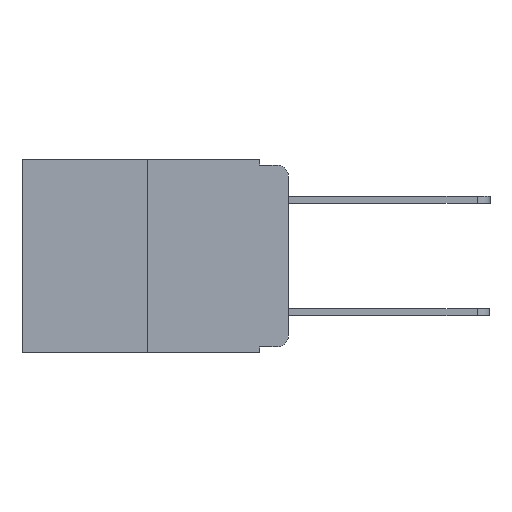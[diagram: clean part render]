
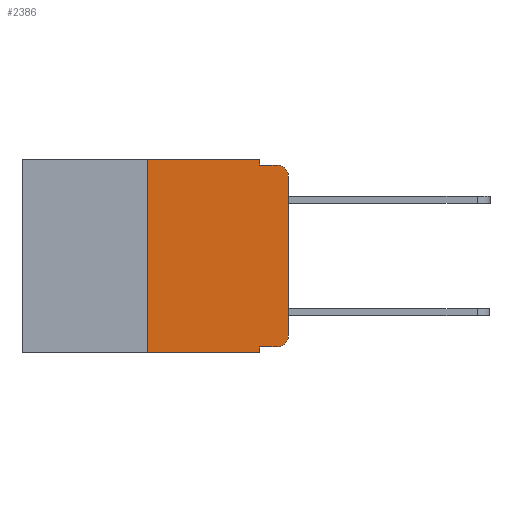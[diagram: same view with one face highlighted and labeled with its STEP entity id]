
A CAD part, left-side view. The second image highlights one B-rep face of the part: STEP entity #2386.
In plain terms, the highlighted planar face has unit normal (-1, 0, 0).
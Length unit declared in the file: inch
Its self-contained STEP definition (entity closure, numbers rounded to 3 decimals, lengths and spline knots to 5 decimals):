
#69 = VECTOR ( 'NONE', #7206, 39.37008 ) ;
#70 = DIRECTION ( 'NONE',  ( -1., 0., 0. ) ) ;
#153 = DIRECTION ( 'NONE',  ( 0., -1., 0. ) ) ;
#370 = DIRECTION ( 'NONE',  ( 0., 0., -1. ) ) ;
#385 = ORIENTED_EDGE ( 'NONE', *, *, #950, .F. ) ;
#402 = LINE ( 'NONE', #7167, #10326 ) ;
#805 = DIRECTION ( 'NONE',  ( 0., -1., 0. ) ) ;
#900 = LINE ( 'NONE', #2327, #8109 ) ;
#950 = EDGE_CURVE ( 'NONE', #12104, #1921, #4562, .T. ) ;
#974 = DIRECTION ( 'NONE',  ( -1., 0., 0. ) ) ;
#1116 = ORIENTED_EDGE ( 'NONE', *, *, #8393, .T. ) ;
#1163 = DIRECTION ( 'NONE',  ( 0., -1., 0. ) ) ;
#1265 = VERTEX_POINT ( 'NONE', #4530 ) ;
#1434 = VERTEX_POINT ( 'NONE', #5572 ) ;
#1493 = VECTOR ( 'NONE', #1163, 39.37008 ) ;
#1589 = VERTEX_POINT ( 'NONE', #6114 ) ;
#1917 = DIRECTION ( 'NONE',  ( 0., -1., 0. ) ) ;
#1921 = VERTEX_POINT ( 'NONE', #4611 ) ;
#2086 = VERTEX_POINT ( 'NONE', #11347 ) ;
#2327 = CARTESIAN_POINT ( 'NONE',  ( 0., 0., 0. ) ) ;
#2331 = EDGE_CURVE ( 'NONE', #3431, #1921, #8869, .T. ) ;
#2386 = ADVANCED_FACE ( 'NONE', ( #3310 ), #3387, .F. ) ;
#2398 = EDGE_CURVE ( 'NONE', #2086, #10529, #402, .T. ) ;
#2413 = EDGE_CURVE ( 'NONE', #3431, #2086, #5846, .T. ) ;
#2636 = VERTEX_POINT ( 'NONE', #6622 ) ;
#2785 = CARTESIAN_POINT ( 'NONE',  ( 0., 0.051, 0. ) ) ;
#2921 = CARTESIAN_POINT ( 'NONE',  ( 0., 0.25, -0.343 ) ) ;
#2986 = CARTESIAN_POINT ( 'NONE',  ( 0., 0.051, -0.333 ) ) ;
#3007 = VECTOR ( 'NONE', #805, 39.37008 ) ;
#3114 = EDGE_CURVE ( 'NONE', #10529, #1265, #6675, .T. ) ;
#3285 = ORIENTED_EDGE ( 'NONE', *, *, #2413, .F. ) ;
#3310 = FACE_OUTER_BOUND ( 'NONE', #6376, .T. ) ;
#3387 = PLANE ( 'NONE',  #8065 ) ;
#3431 = VERTEX_POINT ( 'NONE', #2921 ) ;
#3753 = VERTEX_POINT ( 'NONE', #7386 ) ;
#4380 = DIRECTION ( 'NONE',  ( 1., 0., 0. ) ) ;
#4448 = EDGE_CURVE ( 'NONE', #1265, #2636, #11152, .T. ) ;
#4530 = CARTESIAN_POINT ( 'NONE',  ( 0., 0.051, -0.01 ) ) ;
#4562 = LINE ( 'NONE', #9146, #6717 ) ;
#4611 = CARTESIAN_POINT ( 'NONE',  ( 0., 0.051, -0.343 ) ) ;
#4852 = EDGE_CURVE ( 'NONE', #3753, #2636, #10302, .T. ) ;
#5480 = EDGE_CURVE ( 'NONE', #1589, #3753, #900, .T. ) ;
#5572 = CARTESIAN_POINT ( 'NONE',  ( 0., 0.02, -0.333 ) ) ;
#5588 = LINE ( 'NONE', #2986, #3007 ) ;
#5846 = LINE ( 'NONE', #11633, #69 ) ;
#6114 = CARTESIAN_POINT ( 'NONE',  ( 0., 0., -0.313 ) ) ;
#6120 = CARTESIAN_POINT ( 'NONE',  ( 0., 0.473, -0.343 ) ) ;
#6169 = CARTESIAN_POINT ( 'NONE',  ( 0., 0.02, -0.03 ) ) ;
#6376 = EDGE_LOOP ( 'NONE', ( #7672, #12153, #6510, #10048, #8123, #3285, #7980, #385, #1116, #10854 ) ) ;
#6467 = CARTESIAN_POINT ( 'NONE',  ( 0., 0.051, -0.333 ) ) ;
#6510 = ORIENTED_EDGE ( 'NONE', *, *, #4448, .F. ) ;
#6622 = CARTESIAN_POINT ( 'NONE',  ( 0., 0.02, -0.01 ) ) ;
#6675 = LINE ( 'NONE', #2785, #6965 ) ;
#6717 = VECTOR ( 'NONE', #370, 39.37008 ) ;
#6891 = CARTESIAN_POINT ( 'NONE',  ( 0., 0.02, -0.313 ) ) ;
#6965 = VECTOR ( 'NONE', #8401, 39.37008 ) ;
#7094 = DIRECTION ( 'NONE',  ( 0., 0., -1. ) ) ;
#7167 = CARTESIAN_POINT ( 'NONE',  ( 0., 0.473, 0. ) ) ;
#7206 = DIRECTION ( 'NONE',  ( 0., 0., 1. ) ) ;
#7386 = CARTESIAN_POINT ( 'NONE',  ( 0., 0., -0.03 ) ) ;
#7672 = ORIENTED_EDGE ( 'NONE', *, *, #5480, .T. ) ;
#7682 = CARTESIAN_POINT ( 'NONE',  ( 0., 0.051, -0.01 ) ) ;
#7764 = EDGE_CURVE ( 'NONE', #1434, #1589, #10646, .T. ) ;
#7830 = DIRECTION ( 'NONE',  ( 0., 0., -1. ) ) ;
#7980 = ORIENTED_EDGE ( 'NONE', *, *, #2331, .T. ) ;
#8053 = DIRECTION ( 'NONE',  ( 0., 0., 1. ) ) ;
#8065 = AXIS2_PLACEMENT_3D ( 'NONE', #8971, #4380, #10697 ) ;
#8109 = VECTOR ( 'NONE', #8053, 39.37008 ) ;
#8123 = ORIENTED_EDGE ( 'NONE', *, *, #2398, .F. ) ;
#8393 = EDGE_CURVE ( 'NONE', #12104, #1434, #5588, .T. ) ;
#8401 = DIRECTION ( 'NONE',  ( 0., 0., -1. ) ) ;
#8760 = CARTESIAN_POINT ( 'NONE',  ( 0., 0.051, 0. ) ) ;
#8856 = VECTOR ( 'NONE', #1917, 39.37008 ) ;
#8869 = LINE ( 'NONE', #6120, #1493 ) ;
#8971 = CARTESIAN_POINT ( 'NONE',  ( 0., 0.473, 0. ) ) ;
#9146 = CARTESIAN_POINT ( 'NONE',  ( 0., 0.051, 0. ) ) ;
#10048 = ORIENTED_EDGE ( 'NONE', *, *, #3114, .F. ) ;
#10302 = CIRCLE ( 'NONE', #10432, 0.02 ) ;
#10326 = VECTOR ( 'NONE', #153, 39.37008 ) ;
#10432 = AXIS2_PLACEMENT_3D ( 'NONE', #6169, #70, #7094 ) ;
#10529 = VERTEX_POINT ( 'NONE', #8760 ) ;
#10646 = CIRCLE ( 'NONE', #12293, 0.02 ) ;
#10697 = DIRECTION ( 'NONE',  ( 0., 0., -1. ) ) ;
#10854 = ORIENTED_EDGE ( 'NONE', *, *, #7764, .T. ) ;
#11152 = LINE ( 'NONE', #7682, #8856 ) ;
#11347 = CARTESIAN_POINT ( 'NONE',  ( 0., 0.25, 0. ) ) ;
#11633 = CARTESIAN_POINT ( 'NONE',  ( 0., 0.25, 0. ) ) ;
#12104 = VERTEX_POINT ( 'NONE', #6467 ) ;
#12153 = ORIENTED_EDGE ( 'NONE', *, *, #4852, .T. ) ;
#12293 = AXIS2_PLACEMENT_3D ( 'NONE', #6891, #974, #7830 ) ;
